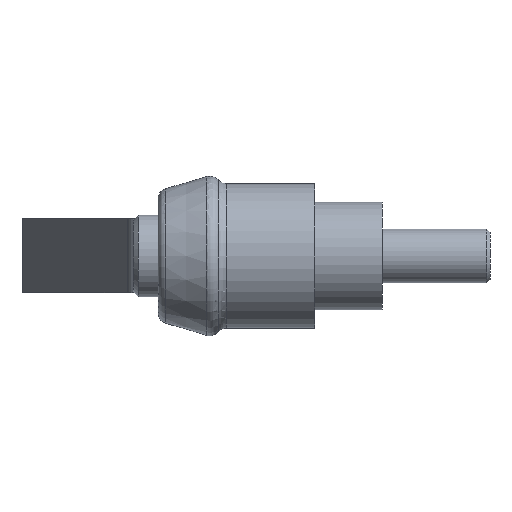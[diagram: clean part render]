
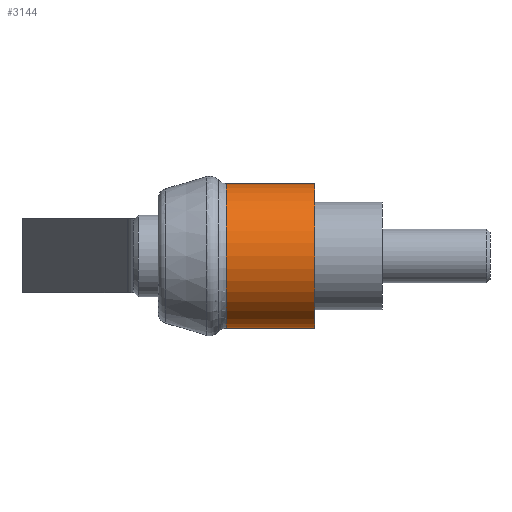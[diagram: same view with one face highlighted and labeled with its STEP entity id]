
A CAD part, left-side view. The second image highlights one B-rep face of the part: STEP entity #3144.
In plain terms, the highlighted cylindrical face has radius 10.75 mm (diameter 21.5 mm), a full revolution.
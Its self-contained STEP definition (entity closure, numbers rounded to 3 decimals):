
#1759=CYLINDRICAL_SURFACE('',#3003,10.75);
#1851=ORIENTED_EDGE('',*,*,#2321,.T.);
#1852=ORIENTED_EDGE('',*,*,#2327,.F.);
#2125=CIRCLE('',#2999,10.75);
#2129=CIRCLE('',#3004,10.75);
#2208=VERTEX_POINT('',#3484);
#2213=VERTEX_POINT('',#3544);
#2321=EDGE_CURVE('',#2208,#2208,#2125,.T.);
#2327=EDGE_CURVE('',#2213,#2213,#2129,.T.);
#2455=EDGE_LOOP('',(#1851));
#2456=EDGE_LOOP('',(#1852));
#2541=FACE_BOUND('',#2455,.T.);
#2542=FACE_BOUND('',#2456,.T.);
#2693=DIRECTION('',(0.,-1.,0.));
#2694=DIRECTION('',(-10.75,0.,0.));
#2701=DIRECTION('',(0.,-1.,0.));
#2702=DIRECTION('',(-1.,0.,0.));
#2703=DIRECTION('',(0.,-1.,0.));
#2704=DIRECTION('',(-10.75,0.,0.));
#2999=AXIS2_PLACEMENT_3D('',#3485,#2693,#2694);
#3003=AXIS2_PLACEMENT_3D('',#3543,#2701,#2702);
#3004=AXIS2_PLACEMENT_3D('',#3545,#2703,#2704);
#3144=ADVANCED_FACE('',(#2541,#2542),#1759,.T.);
#3484=CARTESIAN_POINT('',(-10.75,23.162,0.));
#3485=CARTESIAN_POINT('',(0.,23.162,0.));
#3543=CARTESIAN_POINT('',(0.,23.162,0.));
#3544=CARTESIAN_POINT('',(-10.75,10.,0.));
#3545=CARTESIAN_POINT('',(0.,10.,0.));
